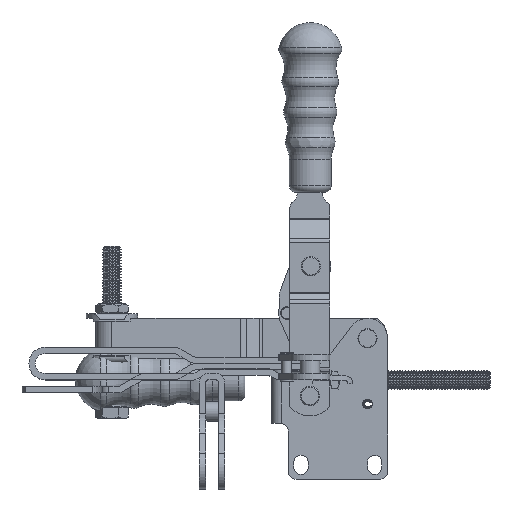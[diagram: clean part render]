
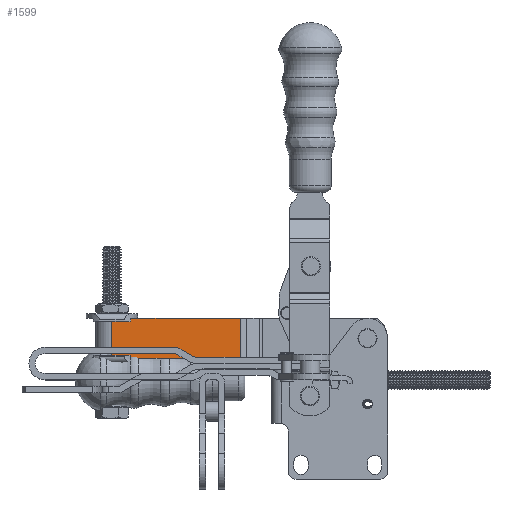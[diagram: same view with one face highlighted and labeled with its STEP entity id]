
A CAD part, top view. The second image highlights one B-rep face of the part: STEP entity #1599.
In plain terms, the highlighted face is planar.
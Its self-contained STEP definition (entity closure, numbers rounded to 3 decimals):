
#1599 = ADVANCED_FACE( '', ( #3614 ), #3615, .F. );
#3614 = FACE_OUTER_BOUND( '', #5978, .T. );
#3615 = PLANE( '', #5979 );
#5978 = EDGE_LOOP( '', ( #9780, #9781, #9782, #9783 ) );
#5979 = AXIS2_PLACEMENT_3D( '', #9784, #9785, #9786 );
#9780 = ORIENTED_EDGE( '', *, *, #12569, .F. );
#9781 = ORIENTED_EDGE( '', *, *, #12570, .T. );
#9782 = ORIENTED_EDGE( '', *, *, #11723, .T. );
#9783 = ORIENTED_EDGE( '', *, *, #12571, .T. );
#9784 = CARTESIAN_POINT( '', ( -97.628, 20.522, 72. ) );
#9785 = DIRECTION( '', ( 0., -1., 0. ) );
#9786 = DIRECTION( '', ( 1., 0., 0. ) );
#11723 = EDGE_CURVE( '', #13716, #13717, #13718, .T. );
#12569 = EDGE_CURVE( '', #14977, #14978, #14979, .T. );
#12570 = EDGE_CURVE( '', #14977, #13716, #14980, .T. );
#12571 = EDGE_CURVE( '', #13717, #14978, #14981, .T. );
#13716 = VERTEX_POINT( '', #16616 );
#13717 = VERTEX_POINT( '', #16617 );
#13718 = LINE( '', #16618, #16619 );
#14977 = VERTEX_POINT( '', #18339 );
#14978 = VERTEX_POINT( '', #18340 );
#14979 = LINE( '', #18341, #18342 );
#14980 = LINE( '', #18343, #18344 );
#14981 = LINE( '', #18345, #18346 );
#16616 = CARTESIAN_POINT( '', ( -97.628, 20.522, 25. ) );
#16617 = CARTESIAN_POINT( '', ( -97.628, 20.522, 0. ) );
#16618 = CARTESIAN_POINT( '', ( -97.628, 20.522, 72. ) );
#16619 = VECTOR( '', #19520, 1000. );
#18339 = CARTESIAN_POINT( '', ( -177.756, 20.522, 25. ) );
#18340 = CARTESIAN_POINT( '', ( -177.756, 20.522, 0. ) );
#18341 = CARTESIAN_POINT( '', ( -177.756, 20.522, 72. ) );
#18342 = VECTOR( '', #20657, 1000. );
#18343 = CARTESIAN_POINT( '', ( -97.628, 20.522, 25. ) );
#18344 = VECTOR( '', #20658, 1000. );
#18345 = CARTESIAN_POINT( '', ( -97.628, 20.522, 0. ) );
#18346 = VECTOR( '', #20659, 1000. );
#19520 = DIRECTION( '', ( 0., 0., -1. ) );
#20657 = DIRECTION( '', ( 0., 0., -1. ) );
#20658 = DIRECTION( '', ( 1., 0., 0. ) );
#20659 = DIRECTION( '', ( -1., 0., 0. ) );
